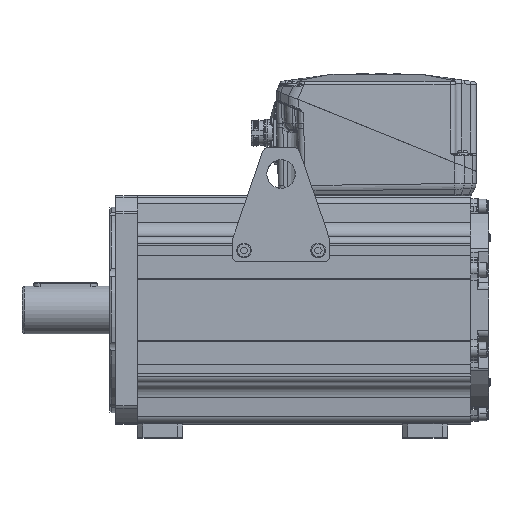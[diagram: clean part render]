
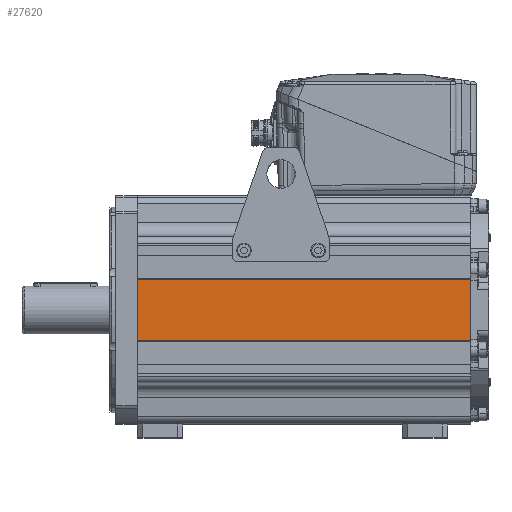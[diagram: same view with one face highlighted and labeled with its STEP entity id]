
A CAD part, top view. The second image highlights one B-rep face of the part: STEP entity #27620.
In plain terms, the highlighted planar face has unit normal (0, 0, 1).
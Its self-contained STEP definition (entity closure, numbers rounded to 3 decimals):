
#25273=DIRECTION('',(0.,1.,0.));
#25274=VECTOR('',#25273,54.);
#25275=CARTESIAN_POINT('',(101.,-27.,95.5));
#25276=LINE('',#25275,#25274);
#25277=DIRECTION('',(0.,-1.,0.));
#25278=VECTOR('',#25277,54.);
#25279=CARTESIAN_POINT('',(393.,27.,95.5));
#25280=LINE('',#25279,#25278);
#25281=DIRECTION('',(-1.,0.,0.));
#25282=VECTOR('',#25281,292.);
#25283=CARTESIAN_POINT('',(393.,-27.,95.5));
#25284=LINE('',#25283,#25282);
#26341=DIRECTION('',(-1.,0.,0.));
#26342=VECTOR('',#26341,292.);
#26343=CARTESIAN_POINT('',(393.,27.,95.5));
#26344=LINE('',#26343,#26342);
#26529=CARTESIAN_POINT('',(393.,-27.,95.5));
#26530=CARTESIAN_POINT('',(101.,-27.,95.5));
#26531=VERTEX_POINT('',#26529);
#26532=VERTEX_POINT('',#26530);
#26665=CARTESIAN_POINT('',(101.,27.,95.5));
#26666=VERTEX_POINT('',#26665);
#26667=CARTESIAN_POINT('',(393.,27.,95.5));
#26668=VERTEX_POINT('',#26667);
#27607=CARTESIAN_POINT('',(393.,-27.,95.5));
#27608=DIRECTION('',(0.,0.,1.));
#27609=DIRECTION('',(0.,1.,0.));
#27610=AXIS2_PLACEMENT_3D('',#27607,#27608,#27609);
#27611=PLANE('',#27610);
#27613=ORIENTED_EDGE('',*,*,#27612,.T.);
#27615=ORIENTED_EDGE('',*,*,#27614,.F.);
#27616=ORIENTED_EDGE('',*,*,#27190,.T.);
#27617=ORIENTED_EDGE('',*,*,#27601,.T.);
#27618=EDGE_LOOP('',(#27613,#27615,#27616,#27617));
#27619=FACE_OUTER_BOUND('',#27618,.F.);
#27620=ADVANCED_FACE('',(#27619),#27611,.T.);
#27190=EDGE_CURVE('',#26668,#26531,#25280,.T.);
#27601=EDGE_CURVE('',#26531,#26532,#25284,.T.);
#27612=EDGE_CURVE('',#26532,#26666,#25276,.T.);
#27614=EDGE_CURVE('',#26668,#26666,#26344,.T.);
